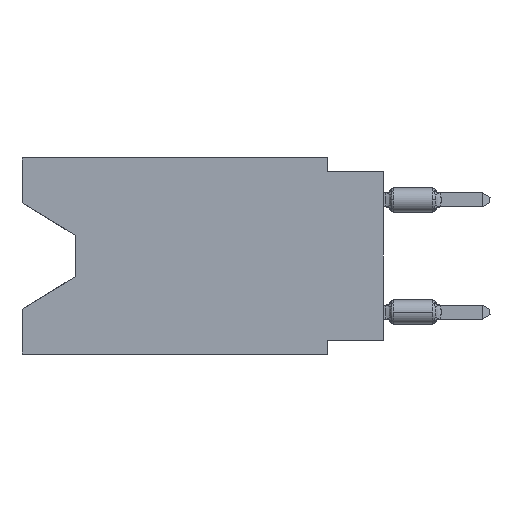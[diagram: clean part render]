
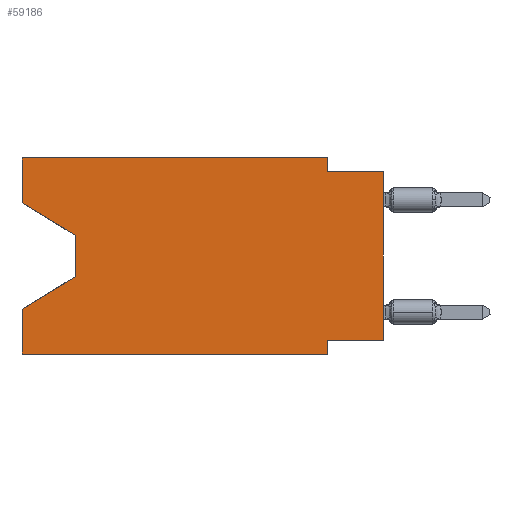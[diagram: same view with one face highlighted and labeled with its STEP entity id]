
A CAD part, left-side view. The second image highlights one B-rep face of the part: STEP entity #59186.
In plain terms, the highlighted planar face has unit normal (-1, 0, 0).
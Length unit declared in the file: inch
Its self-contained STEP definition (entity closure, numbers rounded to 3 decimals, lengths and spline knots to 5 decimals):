
#23 = CARTESIAN_POINT ( 'NONE',  ( 0., 0.645, 0. ) ) ;
#1366 = VERTEX_POINT ( 'NONE', #55801 ) ;
#1921 = LINE ( 'NONE', #23169, #6700 ) ;
#2268 = DIRECTION ( 'NONE',  ( 0., -0.855, -0.519 ) ) ;
#3462 = DIRECTION ( 'NONE',  ( 0., -1., 0. ) ) ;
#4436 = CARTESIAN_POINT ( 'NONE',  ( 0., 0.645, 0. ) ) ;
#5337 = VERTEX_POINT ( 'NONE', #23 ) ;
#6188 = LINE ( 'NONE', #64414, #67956 ) ;
#6659 = DIRECTION ( 'NONE',  ( 1., 0., 0. ) ) ;
#6700 = VECTOR ( 'NONE', #2268, 39.37008 ) ;
#7112 = VECTOR ( 'NONE', #61819, 39.37008 ) ;
#7261 = ORIENTED_EDGE ( 'NONE', *, *, #68476, .T. ) ;
#7732 = CARTESIAN_POINT ( 'NONE',  ( 0., 0.645, -0.35 ) ) ;
#7784 = CARTESIAN_POINT ( 'NONE',  ( 0., 0.1, -0.35 ) ) ;
#8543 = LINE ( 'NONE', #29502, #12229 ) ;
#9715 = LINE ( 'NONE', #41475, #15603 ) ;
#12229 = VECTOR ( 'NONE', #40972, 39.37008 ) ;
#12631 = CARTESIAN_POINT ( 'NONE',  ( 0., 0.55, -0.138 ) ) ;
#15548 = CARTESIAN_POINT ( 'NONE',  ( 0., 0., 0. ) ) ;
#15603 = VECTOR ( 'NONE', #3462, 39.37008 ) ;
#16831 = VECTOR ( 'NONE', #46445, 39.37008 ) ;
#16951 = VERTEX_POINT ( 'NONE', #60642 ) ;
#17665 = EDGE_CURVE ( 'NONE', #23811, #5337, #67653, .T. ) ;
#18773 = ORIENTED_EDGE ( 'NONE', *, *, #29603, .F. ) ;
#19265 = CARTESIAN_POINT ( 'NONE',  ( 0., 0.55, -0.212 ) ) ;
#20088 = AXIS2_PLACEMENT_3D ( 'NONE', #42999, #6659, #22342 ) ;
#20141 = DIRECTION ( 'NONE',  ( 0., 0., 1. ) ) ;
#20950 = LINE ( 'NONE', #42231, #16831 ) ;
#21094 = VERTEX_POINT ( 'NONE', #7732 ) ;
#22342 = DIRECTION ( 'NONE',  ( 0., 0., -1. ) ) ;
#23169 = CARTESIAN_POINT ( 'NONE',  ( 0., 0.645, -0.08025 ) ) ;
#23811 = VERTEX_POINT ( 'NONE', #39050 ) ;
#24458 = LINE ( 'NONE', #19265, #7112 ) ;
#27083 = VECTOR ( 'NONE', #20141, 39.37008 ) ;
#27527 = ORIENTED_EDGE ( 'NONE', *, *, #34514, .T. ) ;
#29502 = CARTESIAN_POINT ( 'NONE',  ( 0., 0.1, -0.35 ) ) ;
#29603 = EDGE_CURVE ( 'NONE', #5337, #56397, #6188, .T. ) ;
#29991 = EDGE_CURVE ( 'NONE', #46046, #42583, #47312, .T. ) ;
#30239 = EDGE_CURVE ( 'NONE', #42583, #40293, #24458, .T. ) ;
#31113 = CARTESIAN_POINT ( 'NONE',  ( 0., 0., -0.025 ) ) ;
#32507 = FACE_OUTER_BOUND ( 'NONE', #49629, .T. ) ;
#32794 = ORIENTED_EDGE ( 'NONE', *, *, #54157, .T. ) ;
#33395 = ORIENTED_EDGE ( 'NONE', *, *, #68487, .F. ) ;
#33718 = CARTESIAN_POINT ( 'NONE',  ( 0., 0.645, -0.26975 ) ) ;
#34441 = DIRECTION ( 'NONE',  ( 0., -1., 0. ) ) ;
#34514 = EDGE_CURVE ( 'NONE', #46610, #51489, #63313, .T. ) ;
#36444 = CARTESIAN_POINT ( 'NONE',  ( 0., 0.55, -0.138 ) ) ;
#38071 = PLANE ( 'NONE',  #20088 ) ;
#38186 = ORIENTED_EDGE ( 'NONE', *, *, #17665, .F. ) ;
#39050 = CARTESIAN_POINT ( 'NONE',  ( 0., 0.645, -0.08025 ) ) ;
#40293 = VERTEX_POINT ( 'NONE', #33718 ) ;
#40767 = ORIENTED_EDGE ( 'NONE', *, *, #44949, .F. ) ;
#40898 = EDGE_CURVE ( 'NONE', #56397, #1366, #20950, .T. ) ;
#40972 = DIRECTION ( 'NONE',  ( 0., 0., -1. ) ) ;
#41065 = LINE ( 'NONE', #61315, #67158 ) ;
#41475 = CARTESIAN_POINT ( 'NONE',  ( 0., 0., -0.025 ) ) ;
#42231 = CARTESIAN_POINT ( 'NONE',  ( 0., 0.1, 0. ) ) ;
#42342 = CARTESIAN_POINT ( 'NONE',  ( 0., 0.1, 0. ) ) ;
#42583 = VERTEX_POINT ( 'NONE', #44513 ) ;
#42999 = CARTESIAN_POINT ( 'NONE',  ( 0., 0.645, 0. ) ) ;
#44093 = CARTESIAN_POINT ( 'NONE',  ( 0., 0., -0.325 ) ) ;
#44513 = CARTESIAN_POINT ( 'NONE',  ( 0., 0.55, -0.212 ) ) ;
#44949 = EDGE_CURVE ( 'NONE', #1366, #51489, #9715, .T. ) ;
#45515 = ORIENTED_EDGE ( 'NONE', *, *, #30239, .T. ) ;
#46046 = VERTEX_POINT ( 'NONE', #36444 ) ;
#46068 = DIRECTION ( 'NONE',  ( 0., 0., 1. ) ) ;
#46403 = ORIENTED_EDGE ( 'NONE', *, *, #40898, .F. ) ;
#46445 = DIRECTION ( 'NONE',  ( 0., 0., -1. ) ) ;
#46610 = VERTEX_POINT ( 'NONE', #59022 ) ;
#47312 = LINE ( 'NONE', #12631, #57894 ) ;
#47853 = VERTEX_POINT ( 'NONE', #7784 ) ;
#48427 = DIRECTION ( 'NONE',  ( 0., -1., 0. ) ) ;
#49629 = EDGE_LOOP ( 'NONE', ( #7261, #63626, #45515, #53855, #32794, #33395, #67983, #27527, #40767, #46403, #18773, #38186 ) ) ;
#49679 = VECTOR ( 'NONE', #58461, 39.37008 ) ;
#51489 = VERTEX_POINT ( 'NONE', #31113 ) ;
#51985 = CARTESIAN_POINT ( 'NONE',  ( 0., 0.645, 0. ) ) ;
#53855 = ORIENTED_EDGE ( 'NONE', *, *, #54209, .F. ) ;
#54157 = EDGE_CURVE ( 'NONE', #21094, #47853, #41065, .T. ) ;
#54209 = EDGE_CURVE ( 'NONE', #21094, #40293, #68615, .T. ) ;
#55247 = LINE ( 'NONE', #44093, #64779 ) ;
#55576 = DIRECTION ( 'NONE',  ( 0., 1., 0. ) ) ;
#55801 = CARTESIAN_POINT ( 'NONE',  ( 0., 0.1, -0.025 ) ) ;
#56397 = VERTEX_POINT ( 'NONE', #42342 ) ;
#57894 = VECTOR ( 'NONE', #65611, 39.37008 ) ;
#58461 = DIRECTION ( 'NONE',  ( 0., 0., 1. ) ) ;
#59022 = CARTESIAN_POINT ( 'NONE',  ( 0., 0., -0.325 ) ) ;
#59186 = ADVANCED_FACE ( 'NONE', ( #32507 ), #38071, .F. ) ;
#60593 = EDGE_CURVE ( 'NONE', #46610, #16951, #55247, .T. ) ;
#60642 = CARTESIAN_POINT ( 'NONE',  ( 0., 0.1, -0.325 ) ) ;
#61315 = CARTESIAN_POINT ( 'NONE',  ( 0., 0.645, -0.35 ) ) ;
#61819 = DIRECTION ( 'NONE',  ( 0., 0.855, -0.519 ) ) ;
#63313 = LINE ( 'NONE', #15548, #49679 ) ;
#63626 = ORIENTED_EDGE ( 'NONE', *, *, #29991, .T. ) ;
#64414 = CARTESIAN_POINT ( 'NONE',  ( 0., 0.645, 0. ) ) ;
#64779 = VECTOR ( 'NONE', #55576, 39.37008 ) ;
#65611 = DIRECTION ( 'NONE',  ( 0., 0., -1. ) ) ;
#67158 = VECTOR ( 'NONE', #34441, 39.37008 ) ;
#67653 = LINE ( 'NONE', #51985, #68908 ) ;
#67956 = VECTOR ( 'NONE', #48427, 39.37008 ) ;
#67983 = ORIENTED_EDGE ( 'NONE', *, *, #60593, .F. ) ;
#68476 = EDGE_CURVE ( 'NONE', #23811, #46046, #1921, .T. ) ;
#68487 = EDGE_CURVE ( 'NONE', #16951, #47853, #8543, .T. ) ;
#68615 = LINE ( 'NONE', #4436, #27083 ) ;
#68908 = VECTOR ( 'NONE', #46068, 39.37008 ) ;
